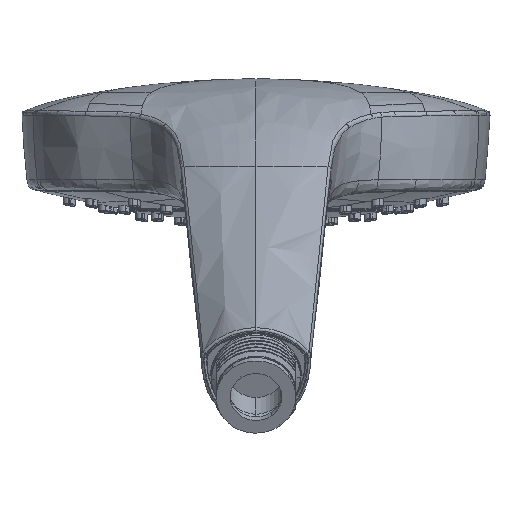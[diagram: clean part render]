
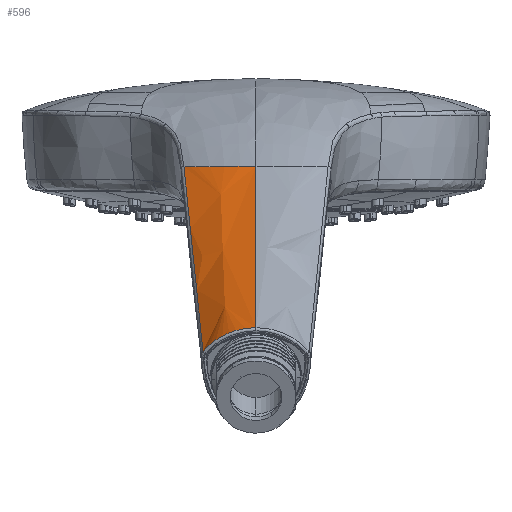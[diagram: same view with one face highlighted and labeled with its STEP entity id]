
A CAD part, left-side view. The second image highlights one B-rep face of the part: STEP entity #596.
In plain terms, the highlighted free-form (B-spline) face has degree [2, 6] with [3, 7] control points.
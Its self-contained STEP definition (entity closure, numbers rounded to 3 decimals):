
#271=CARTESIAN_POINT(' ',(-83.212,16.736,13.768));
#276=CARTESIAN_POINT(' ',(-86.046,14.102,13.816));
#281=CARTESIAN_POINT(' ',(-88.065,11.197,13.738));
#286=CARTESIAN_POINT(' ',(-89.291,8.38,13.824));
#291=CARTESIAN_POINT(' ',(-90.128,5.61,13.843));
#296=CARTESIAN_POINT(' ',(-90.545,2.847,13.87));
#301=CARTESIAN_POINT(' ',(-90.545,0.,13.87));
#306=CARTESIAN_POINT(' ',(-128.665,14.557,-7.68));
#311=CARTESIAN_POINT(' ',(-130.465,12.536,-6.862));
#316=CARTESIAN_POINT(' ',(-131.793,10.219,-6.173));
#321=CARTESIAN_POINT(' ',(-132.717,7.792,-5.541));
#326=CARTESIAN_POINT(' ',(-133.328,5.264,-5.103));
#331=CARTESIAN_POINT(' ',(-133.632,2.664,-4.865));
#336=CARTESIAN_POINT(' ',(-133.637,0.,-4.868));
#341=CARTESIAN_POINT(' ',(-174.114,12.379,-29.127));
#346=CARTESIAN_POINT(' ',(-174.872,10.972,-27.534));
#351=CARTESIAN_POINT(' ',(-175.553,9.236,-26.098));
#356=CARTESIAN_POINT(' ',(-176.119,7.204,-24.9));
#361=CARTESIAN_POINT(' ',(-176.523,4.922,-24.044));
#366=CARTESIAN_POINT(' ',(-176.729,2.478,-23.606));
#371=CARTESIAN_POINT(' ',(-176.729,0.,-23.606));
#376=B_SPLINE_SURFACE_WITH_KNOTS(' ',2,6,((#271,#276,#281,#286,#291,#296,#301),(#306,#311,#316,#321,#326,#331,#336),(#341,#346,#351,#356,#361,#366,#371)),.UNSPECIFIED.,.F.,.F.,.U.,(3,3),(7,7),(0.,96.226),(0.711,17.351),.UNSPECIFIED.);
#381=CARTESIAN_POINT(' ',(-32573.846,76160.312,61028.217));
#386=DIRECTION(' ',(-0.289,-0.671,0.683));
#391=DIRECTION(' ',(0.315,-0.74,-0.594));
#396=AXIS2_PLACEMENT_3D(' ',#381,#386,#391);
#401=CIRCLE('',#396,102840.889);
#406=CARTESIAN_POINT(' ',(-174.148,12.316,-29.056));
#407=VERTEX_POINT(' ',#406);
#411=CARTESIAN_POINT(' ',(-83.212,16.736,13.768));
#412=VERTEX_POINT(' ',#411);
#416=EDGE_CURVE(' ',#407,#412,#401,.T.);
#421=ORIENTED_EDGE(' ',*,*,#416,.F.);
#426=CARTESIAN_POINT(' ',(-176.662,0.,-23.577));
#431=CARTESIAN_POINT(' ',(-176.662,1.694,-23.577));
#436=CARTESIAN_POINT(' ',(-176.543,3.387,-23.837));
#441=CARTESIAN_POINT(' ',(-176.036,6.909,-24.942));
#446=CARTESIAN_POINT(' ',(-175.601,8.695,-25.892));
#451=CARTESIAN_POINT(' ',(-174.775,10.99,-27.693));
#456=CARTESIAN_POINT(' ',(-174.473,11.688,-28.349));
#461=CARTESIAN_POINT(' ',(-174.148,12.316,-29.056));
#466=B_SPLINE_CURVE_WITH_KNOTS('',3,(#426,#431,#436,#441,#446,#451,#456,#461),.UNSPECIFIED.,.F.,.U.,(4,2,2,4),(0.,0.358,0.788,1.),.UNSPECIFIED.);
#471=CARTESIAN_POINT(' ',(-176.662,0.,-23.577));
#472=VERTEX_POINT(' ',#471);
#476=EDGE_CURVE(' ',#472,#407,#466,.T.);
#481=ORIENTED_EDGE(' ',*,*,#476,.F.);
#486=CARTESIAN_POINT(' ',(-90.545,0.,13.87));
#491=DIRECTION(' ',(-0.917,0.,-0.399));
#496=VECTOR(' ',#491,1.);
#501=LINE('',#486,#496);
#506=CARTESIAN_POINT(' ',(-90.545,0.,13.87));
#507=VERTEX_POINT(' ',#506);
#511=EDGE_CURVE(' ',#507,#472,#501,.T.);
#516=ORIENTED_EDGE(' ',*,*,#511,.F.);
#521=CARTESIAN_POINT(' ',(-90.545,0.,13.87));
#526=CARTESIAN_POINT(' ',(-90.545,1.7,13.87));
#531=CARTESIAN_POINT(' ',(-90.361,3.365,13.859));
#536=CARTESIAN_POINT(' ',(-89.67,6.42,13.832));
#541=CARTESIAN_POINT(' ',(-89.221,7.81,13.816));
#546=CARTESIAN_POINT(' ',(-87.985,10.604,13.793));
#551=CARTESIAN_POINT(' ',(-87.196,12.01,13.787));
#556=CARTESIAN_POINT(' ',(-85.35,14.536,13.785));
#561=CARTESIAN_POINT(' ',(-84.367,15.663,13.788));
#566=CARTESIAN_POINT(' ',(-83.212,16.736,13.768));
#571=B_SPLINE_CURVE_WITH_KNOTS('',3,(#521,#526,#531,#536,#541,#546,#551,#556,#561,#566),.UNSPECIFIED.,.F.,.U.,(4,2,2,2,4),(0.,0.299,0.547,0.796,1.),.UNSPECIFIED.);
#576=EDGE_CURVE(' ',#507,#412,#571,.T.);
#581=ORIENTED_EDGE(' ',*,*,#576,.T.);
#586=EDGE_LOOP(' ',(#421,#481,#516,#581));
#591=FACE_OUTER_BOUND(' ',#586,.T.);
#596=ADVANCED_FACE('',(#591),#376,.T.);
